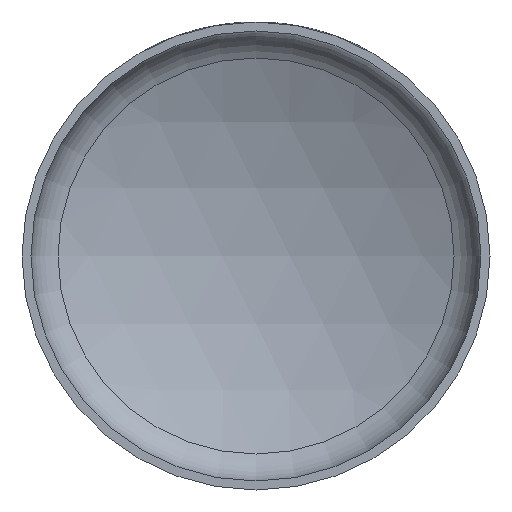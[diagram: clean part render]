
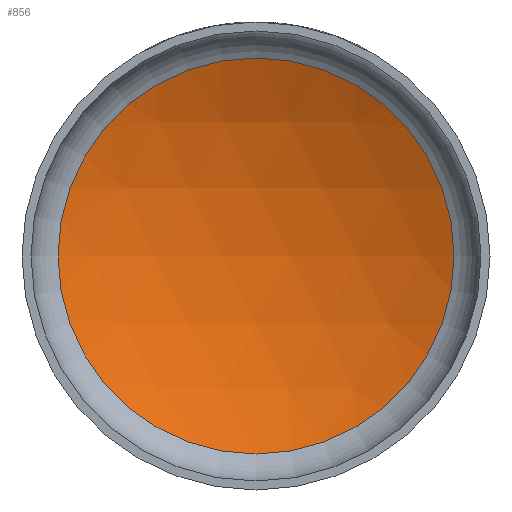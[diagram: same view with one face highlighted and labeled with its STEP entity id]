
A CAD part, front view. The second image highlights one B-rep face of the part: STEP entity #856.
In plain terms, the highlighted spherical face has radius 156 mm.
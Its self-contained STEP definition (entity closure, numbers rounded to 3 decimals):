
#856 = ADVANCED_FACE ( 'NONE', ( #7653 ), #16070, .F. ) ;
#1437 = EDGE_CURVE ( 'NONE', #24339, #24339, #16104, .T. ) ;
#1912 = AXIS2_PLACEMENT_3D ( 'NONE', #13753, #3664, #11686 ) ;
#3664 = DIRECTION ( 'NONE',  ( 0., -1., 0. ) ) ;
#5335 = AXIS2_PLACEMENT_3D ( 'NONE', #24181, #20294, #22461 ) ;
#5394 = CARTESIAN_POINT ( 'NONE',  ( 0., 34.135, -66. ) ) ;
#7653 = FACE_OUTER_BOUND ( 'NONE', #20212, .T. ) ;
#11686 = DIRECTION ( 'NONE',  ( 0., 0., -1. ) ) ;
#13753 = CARTESIAN_POINT ( 'NONE',  ( 0., 34.135, 0. ) ) ;
#16070 = SPHERICAL_SURFACE ( 'NONE', #5335, 156. ) ;
#16104 = CIRCLE ( 'NONE', #1912, 66. ) ;
#20212 = EDGE_LOOP ( 'NONE', ( #22172 ) ) ;
#20294 = DIRECTION ( 'NONE',  ( 0., 0., 1. ) ) ;
#22172 = ORIENTED_EDGE ( 'NONE', *, *, #1437, .T. ) ;
#22461 = DIRECTION ( 'NONE',  ( 1., 0., 0. ) ) ;
#24181 = CARTESIAN_POINT ( 'NONE',  ( 0., -107.216, 0. ) ) ;
#24339 = VERTEX_POINT ( 'NONE', #5394 ) ;
